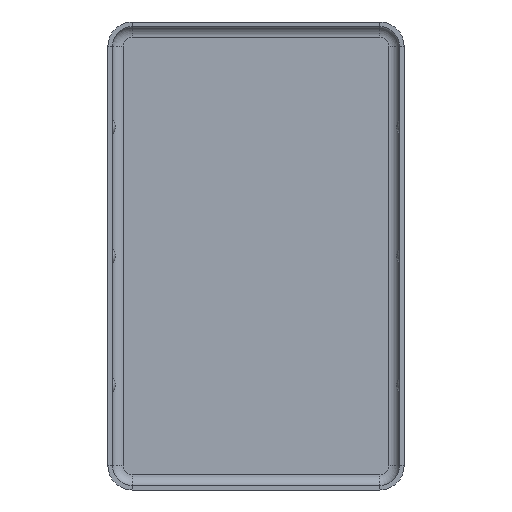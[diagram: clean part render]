
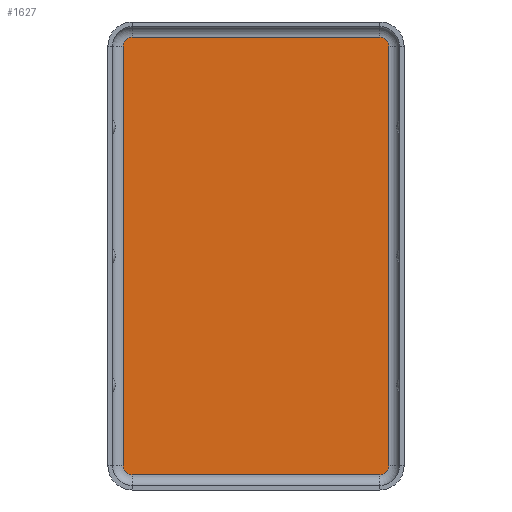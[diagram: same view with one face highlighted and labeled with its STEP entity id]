
A CAD part, front view. The second image highlights one B-rep face of the part: STEP entity #1627.
In plain terms, the highlighted planar face has unit normal (0, -1, 0).
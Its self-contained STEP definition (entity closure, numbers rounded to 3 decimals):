
#24 = LINE ( 'NONE', #447, #688 ) ;
#35 = ORIENTED_EDGE ( 'NONE', *, *, #1772, .F. ) ;
#69 = FACE_OUTER_BOUND ( 'NONE', #1635, .T. ) ;
#118 = LINE ( 'NONE', #1243, #1156 ) ;
#140 = ORIENTED_EDGE ( 'NONE', *, *, #342, .T. ) ;
#151 = LINE ( 'NONE', #1614, #1441 ) ;
#160 = CARTESIAN_POINT ( 'NONE',  ( 8.15, 0., 13.8 ) ) ;
#198 = ORIENTED_EDGE ( 'NONE', *, *, #1366, .F. ) ;
#214 = VERTEX_POINT ( 'NONE', #305 ) ;
#245 = CIRCLE ( 'NONE', #1152, 0.6 ) ;
#261 = CARTESIAN_POINT ( 'NONE',  ( 8.15, 0., -13.8 ) ) ;
#273 = EDGE_CURVE ( 'NONE', #333, #1255, #24, .T. ) ;
#305 = CARTESIAN_POINT ( 'NONE',  ( 8.15, 0., -14.4 ) ) ;
#312 = DIRECTION ( 'NONE',  ( 0., 0., -1. ) ) ;
#333 = VERTEX_POINT ( 'NONE', #615 ) ;
#342 = EDGE_CURVE ( 'NONE', #657, #710, #151, .T. ) ;
#363 = DIRECTION ( 'NONE',  ( 0., -1., 0. ) ) ;
#386 = DIRECTION ( 'NONE',  ( 0., 0., 1. ) ) ;
#394 = VERTEX_POINT ( 'NONE', #1171 ) ;
#420 = AXIS2_PLACEMENT_3D ( 'NONE', #1660, #540, #1099 ) ;
#447 = CARTESIAN_POINT ( 'NONE',  ( -8.75, 0., 0. ) ) ;
#497 = DIRECTION ( 'NONE',  ( -1., 0., 0. ) ) ;
#539 = EDGE_CURVE ( 'NONE', #1255, #668, #245, .T. ) ;
#540 = DIRECTION ( 'NONE',  ( 0., 1., 0. ) ) ;
#615 = CARTESIAN_POINT ( 'NONE',  ( -8.75, 0., 13.8 ) ) ;
#624 = CIRCLE ( 'NONE', #945, 0.6 ) ;
#632 = ORIENTED_EDGE ( 'NONE', *, *, #539, .T. ) ;
#639 = CARTESIAN_POINT ( 'NONE',  ( -8.15, 0., -13.8 ) ) ;
#649 = CARTESIAN_POINT ( 'NONE',  ( 8.75, 0., 13.8 ) ) ;
#657 = VERTEX_POINT ( 'NONE', #1830 ) ;
#668 = VERTEX_POINT ( 'NONE', #1088 ) ;
#685 = CARTESIAN_POINT ( 'NONE',  ( -8.15, 0., 14.4 ) ) ;
#688 = VECTOR ( 'NONE', #312, 1000. ) ;
#693 = CARTESIAN_POINT ( 'NONE',  ( 8.15, 0., -13.8 ) ) ;
#710 = VERTEX_POINT ( 'NONE', #685 ) ;
#807 = VECTOR ( 'NONE', #497, 1000. ) ;
#854 = DIRECTION ( 'NONE',  ( 0., -1., 0. ) ) ;
#894 = EDGE_CURVE ( 'NONE', #950, #657, #1206, .T. ) ;
#910 = AXIS2_PLACEMENT_3D ( 'NONE', #693, #854, #1687 ) ;
#915 = ORIENTED_EDGE ( 'NONE', *, *, #1461, .F. ) ;
#924 = AXIS2_PLACEMENT_3D ( 'NONE', #160, #1151, #1726 ) ;
#940 = DIRECTION ( 'NONE',  ( 0., 0., 1. ) ) ;
#945 = AXIS2_PLACEMENT_3D ( 'NONE', #261, #1231, #386 ) ;
#950 = VERTEX_POINT ( 'NONE', #649 ) ;
#1088 = CARTESIAN_POINT ( 'NONE',  ( -8.15, 0., -14.4 ) ) ;
#1099 = DIRECTION ( 'NONE',  ( 0., 0., -1. ) ) ;
#1116 = PLANE ( 'NONE',  #910 ) ;
#1146 = ORIENTED_EDGE ( 'NONE', *, *, #1474, .F. ) ;
#1151 = DIRECTION ( 'NONE',  ( 0., -1., 0. ) ) ;
#1152 = AXIS2_PLACEMENT_3D ( 'NONE', #639, #363, #940 ) ;
#1156 = VECTOR ( 'NONE', #1801, 1000. ) ;
#1171 = CARTESIAN_POINT ( 'NONE',  ( 8.75, 0., -13.8 ) ) ;
#1179 = LINE ( 'NONE', #1339, #807 ) ;
#1206 = CIRCLE ( 'NONE', #924, 0.6 ) ;
#1231 = DIRECTION ( 'NONE',  ( 0., 1., 0. ) ) ;
#1243 = CARTESIAN_POINT ( 'NONE',  ( 8.75, 0., 0. ) ) ;
#1255 = VERTEX_POINT ( 'NONE', #1322 ) ;
#1322 = CARTESIAN_POINT ( 'NONE',  ( -8.75, 0., -13.8 ) ) ;
#1339 = CARTESIAN_POINT ( 'NONE',  ( 8.15, 0., -14.4 ) ) ;
#1366 = EDGE_CURVE ( 'NONE', #333, #710, #1744, .T. ) ;
#1369 = ORIENTED_EDGE ( 'NONE', *, *, #894, .T. ) ;
#1392 = ORIENTED_EDGE ( 'NONE', *, *, #273, .T. ) ;
#1441 = VECTOR ( 'NONE', #1617, 1000. ) ;
#1461 = EDGE_CURVE ( 'NONE', #950, #394, #118, .T. ) ;
#1474 = EDGE_CURVE ( 'NONE', #394, #214, #624, .T. ) ;
#1614 = CARTESIAN_POINT ( 'NONE',  ( 8.15, 0., 14.4 ) ) ;
#1617 = DIRECTION ( 'NONE',  ( -1., 0., 0. ) ) ;
#1627 = ADVANCED_FACE ( 'NONE', ( #69 ), #1116, .T. ) ;
#1635 = EDGE_LOOP ( 'NONE', ( #35, #1146, #915, #1369, #140, #198, #1392, #632 ) ) ;
#1660 = CARTESIAN_POINT ( 'NONE',  ( -8.15, 0., 13.8 ) ) ;
#1687 = DIRECTION ( 'NONE',  ( 0., 0., -1. ) ) ;
#1726 = DIRECTION ( 'NONE',  ( 0., 0., -1. ) ) ;
#1744 = CIRCLE ( 'NONE', #420, 0.6 ) ;
#1772 = EDGE_CURVE ( 'NONE', #214, #668, #1179, .T. ) ;
#1801 = DIRECTION ( 'NONE',  ( 0., 0., -1. ) ) ;
#1830 = CARTESIAN_POINT ( 'NONE',  ( 8.15, 0., 14.4 ) ) ;
